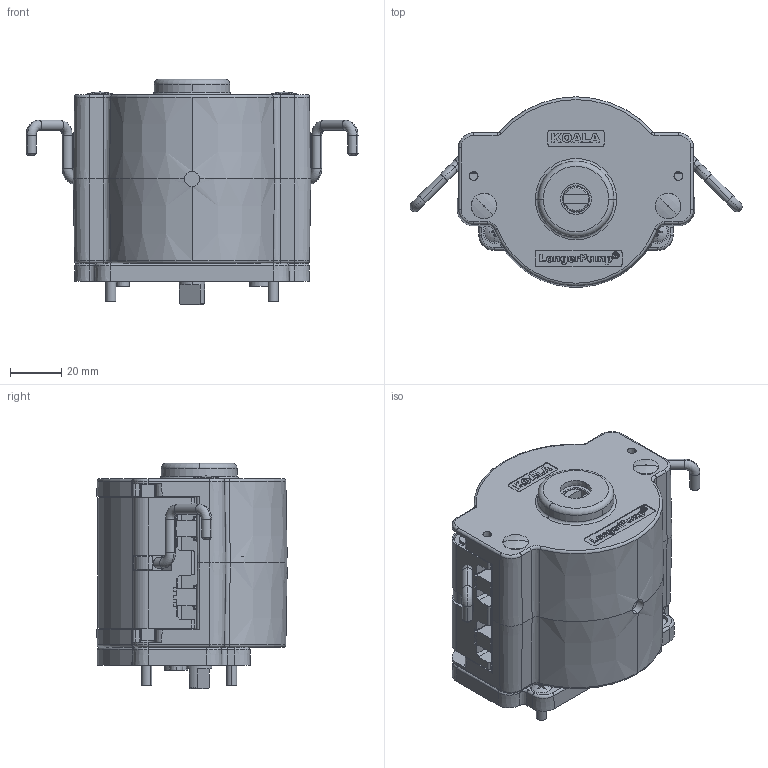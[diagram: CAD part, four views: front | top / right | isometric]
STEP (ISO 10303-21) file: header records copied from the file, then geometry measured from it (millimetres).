
FILE_DESCRIPTION (( 'STEP AP203' ), '1' );
FILE_NAME ('DMD15-13-B湍蛌諉啣.STEP', '2022-11-02T02:58:34', ( 'lg' ), ( '' ), 'SwSTEP 2.0', 'SolidWorks 2013', '' );
FILE_SCHEMA (( 'CONFIG_CONTROL_DESIGN' ));
Length unit declared in the file: millimetre
Products named in the file (1): DMD15-13-B湍蛌諉啣
Bounding box: 129.81 x 74.4 x 88.2 mm (x, y, z)
Volume: 294844.3 mm3; surface area: 107979.1 mm2
Topology: 29 solids, 47 shells, 4856 faces, 12382 edges, 7659 vertices
Faces by surface type: plane 2079, cylinder 1227, cone 869, bspline 404, torus 165, sphere 112
Entity records: 161305 total; most frequent: CARTESIAN_POINT 48045, ORIENTED_EDGE 24692, DIRECTION 22489, EDGE_CURVE 12346, AXIS2_PLACEMENT_3D 8286, VERTEX_POINT 7659, LINE 5917, VECTOR 5917
